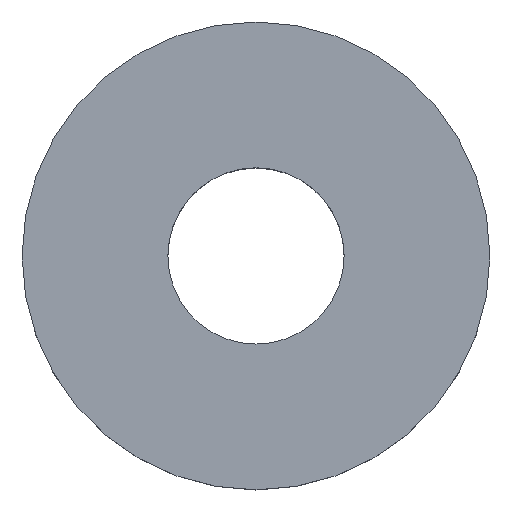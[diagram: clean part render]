
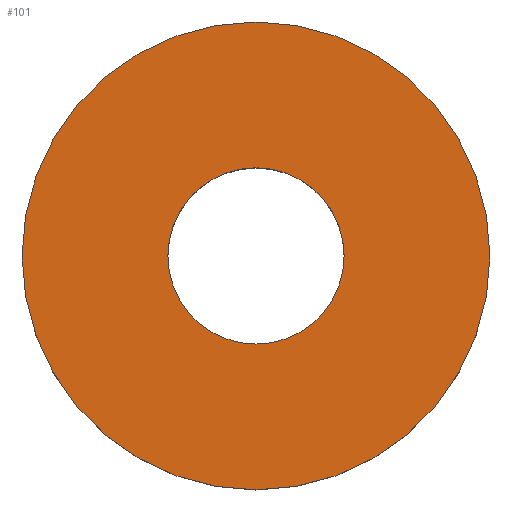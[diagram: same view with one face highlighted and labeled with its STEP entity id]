
A CAD part, top view. The second image highlights one B-rep face of the part: STEP entity #101.
In plain terms, the highlighted planar face has unit normal (0, 0, 1).
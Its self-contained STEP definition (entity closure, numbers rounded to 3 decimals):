
#18 = DIRECTION ( 'NONE',  ( 1., 0., 0. ) ) ;
#21 = CARTESIAN_POINT ( 'NONE',  ( -17.25, 0., 5.5 ) ) ;
#33 = CIRCLE ( 'NONE', #149, 17.25 ) ;
#37 = CARTESIAN_POINT ( 'NONE',  ( 0., 0., 5.5 ) ) ;
#42 = FACE_OUTER_BOUND ( 'NONE', #113, .T. ) ;
#43 = VERTEX_POINT ( 'NONE', #165 ) ;
#44 = ORIENTED_EDGE ( 'NONE', *, *, #124, .T. ) ;
#51 = CIRCLE ( 'NONE', #162, 17.25 ) ;
#60 = DIRECTION ( 'NONE',  ( 0., 0., 1. ) ) ;
#65 = VERTEX_POINT ( 'NONE', #225 ) ;
#68 = ORIENTED_EDGE ( 'NONE', *, *, #79, .T. ) ;
#79 = EDGE_CURVE ( 'NONE', #153, #132, #51, .T. ) ;
#87 = FACE_BOUND ( 'NONE', #141, .T. ) ;
#94 = CIRCLE ( 'NONE', #228, 6.5 ) ;
#101 = ADVANCED_FACE ( 'NONE', ( #87, #42 ), #211, .T. ) ;
#104 = CIRCLE ( 'NONE', #231, 6.5 ) ;
#107 = DIRECTION ( 'NONE',  ( 0., 0., 1. ) ) ;
#109 = ORIENTED_EDGE ( 'NONE', *, *, #207, .T. ) ;
#110 = AXIS2_PLACEMENT_3D ( 'NONE', #274, #107, #191 ) ;
#113 = EDGE_LOOP ( 'NONE', ( #68, #109 ) ) ;
#124 = EDGE_CURVE ( 'NONE', #65, #43, #94, .T. ) ;
#127 = DIRECTION ( 'NONE',  ( 1., 0., 0. ) ) ;
#130 = EDGE_CURVE ( 'NONE', #43, #65, #104, .T. ) ;
#132 = VERTEX_POINT ( 'NONE', #148 ) ;
#133 = CARTESIAN_POINT ( 'NONE',  ( 0., 0., 5.5 ) ) ;
#141 = EDGE_LOOP ( 'NONE', ( #185, #44 ) ) ;
#148 = CARTESIAN_POINT ( 'NONE',  ( 17.25, 0., 5.5 ) ) ;
#149 = AXIS2_PLACEMENT_3D ( 'NONE', #175, #272, #251 ) ;
#153 = VERTEX_POINT ( 'NONE', #21 ) ;
#162 = AXIS2_PLACEMENT_3D ( 'NONE', #37, #60, #127 ) ;
#165 = CARTESIAN_POINT ( 'NONE',  ( 6.5, 0., 5.5 ) ) ;
#171 = DIRECTION ( 'NONE',  ( 0., 0., -1. ) ) ;
#175 = CARTESIAN_POINT ( 'NONE',  ( 0., 0., 5.5 ) ) ;
#185 = ORIENTED_EDGE ( 'NONE', *, *, #130, .T. ) ;
#191 = DIRECTION ( 'NONE',  ( 0., 1., 0. ) ) ;
#207 = EDGE_CURVE ( 'NONE', #132, #153, #33, .T. ) ;
#211 = PLANE ( 'NONE',  #110 ) ;
#225 = CARTESIAN_POINT ( 'NONE',  ( -6.5, 0., 5.5 ) ) ;
#227 = DIRECTION ( 'NONE',  ( 0., 0., -1. ) ) ;
#228 = AXIS2_PLACEMENT_3D ( 'NONE', #277, #227, #18 ) ;
#230 = DIRECTION ( 'NONE',  ( 1., 0., 0. ) ) ;
#231 = AXIS2_PLACEMENT_3D ( 'NONE', #133, #171, #230 ) ;
#251 = DIRECTION ( 'NONE',  ( 1., 0., 0. ) ) ;
#272 = DIRECTION ( 'NONE',  ( 0., 0., 1. ) ) ;
#274 = CARTESIAN_POINT ( 'NONE',  ( 17.25, 0., 5.5 ) ) ;
#277 = CARTESIAN_POINT ( 'NONE',  ( 0., 0., 5.5 ) ) ;
